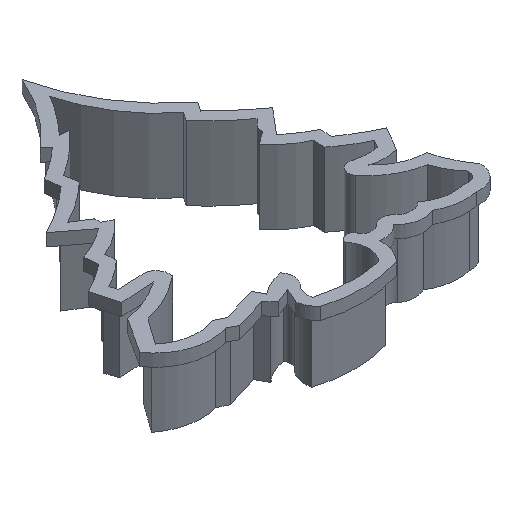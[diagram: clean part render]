
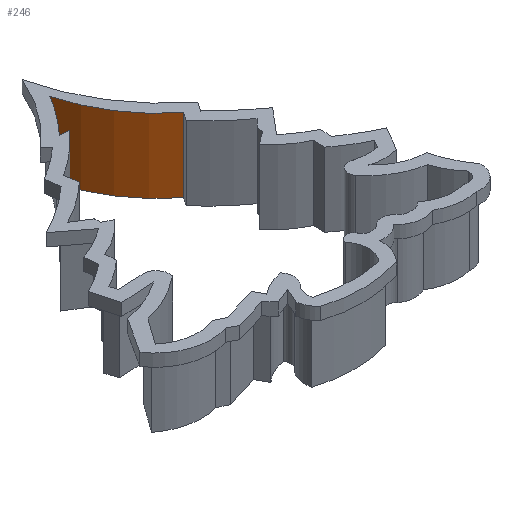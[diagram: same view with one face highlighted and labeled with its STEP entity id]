
A CAD part, isometric view. The second image highlights one B-rep face of the part: STEP entity #246.
In plain terms, the highlighted cylindrical face has radius 48.856 mm (diameter 97.712 mm), a partial arc.
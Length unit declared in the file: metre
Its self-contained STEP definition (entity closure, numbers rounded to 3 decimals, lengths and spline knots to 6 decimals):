
#246 = ADVANCED_FACE( '', ( #569 ), #570, .T. );
#569 = FACE_OUTER_BOUND( '', #969, .T. );
#570 = CYLINDRICAL_SURFACE( '', #970, 0.048856 );
#969 = EDGE_LOOP( '', ( #1593, #1594, #1595, #1596 ) );
#970 = AXIS2_PLACEMENT_3D( '', #1597, #1598, #1599 );
#1593 = ORIENTED_EDGE( '', *, *, #2721, .T. );
#1594 = ORIENTED_EDGE( '', *, *, #2722, .F. );
#1595 = ORIENTED_EDGE( '', *, *, #2522, .F. );
#1596 = ORIENTED_EDGE( '', *, *, #2723, .T. );
#1597 = CARTESIAN_POINT( '', ( 0.040374, 0.112219, -0.02 ) );
#1598 = DIRECTION( '', ( 0., 0., 1. ) );
#1599 = DIRECTION( '', ( 1., 0., 0. ) );
#2522 = EDGE_CURVE( '', #3045, #3046, #3047, .T. );
#2721 = EDGE_CURVE( '', #3384, #3385, #3386, .T. );
#2722 = EDGE_CURVE( '', #3046, #3385, #3387, .T. );
#2723 = EDGE_CURVE( '', #3045, #3384, #3388, .T. );
#3045 = VERTEX_POINT( '', #3816 );
#3046 = VERTEX_POINT( '', #3817 );
#3047 = LINE( '', #3818, #3819 );
#3384 = VERTEX_POINT( '', #4257 );
#3385 = VERTEX_POINT( '', #4258 );
#3386 = LINE( '', #4259, #4260 );
#3387 = CIRCLE( '', #4261, 0.048856 );
#3388 = CIRCLE( '', #4262, 0.048856 );
#3816 = CARTESIAN_POINT( '', ( -0.006956, 0.100103, -0.02 ) );
#3817 = CARTESIAN_POINT( '', ( -0.006956, 0.100103, 0.004 ) );
#3818 = CARTESIAN_POINT( '', ( -0.006956, 0.100103, -0.02 ) );
#3819 = VECTOR( '', #4802, 1. );
#4257 = CARTESIAN_POINT( '', ( 0.010217, 0.073781, -0.02 ) );
#4258 = CARTESIAN_POINT( '', ( 0.010217, 0.073781, 0.004 ) );
#4259 = CARTESIAN_POINT( '', ( 0.010217, 0.073781, -0.02 ) );
#4260 = VECTOR( '', #5066, 1. );
#4261 = AXIS2_PLACEMENT_3D( '', #5067, #5068, #5069 );
#4262 = AXIS2_PLACEMENT_3D( '', #5070, #5071, #5072 );
#4802 = DIRECTION( '', ( 0., 0., 1. ) );
#5066 = DIRECTION( '', ( 0., 0., 1. ) );
#5067 = CARTESIAN_POINT( '', ( 0.040374, 0.112219, 0.004 ) );
#5068 = DIRECTION( '', ( 0., 0., 1. ) );
#5069 = DIRECTION( '', ( 1., 0., 0. ) );
#5070 = CARTESIAN_POINT( '', ( 0.040374, 0.112219, -0.02 ) );
#5071 = DIRECTION( '', ( 0., 0., 1. ) );
#5072 = DIRECTION( '', ( 1., 0., 0. ) );
